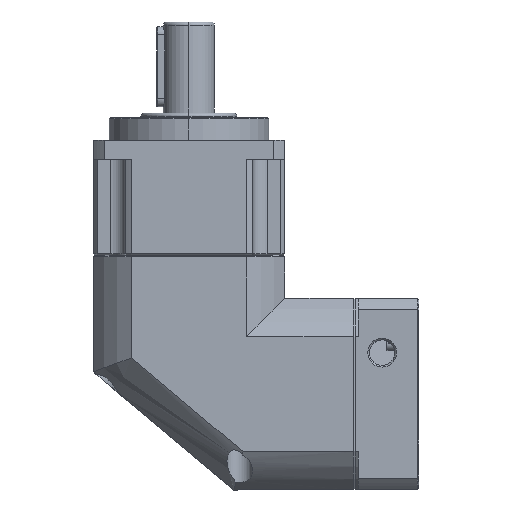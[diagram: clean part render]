
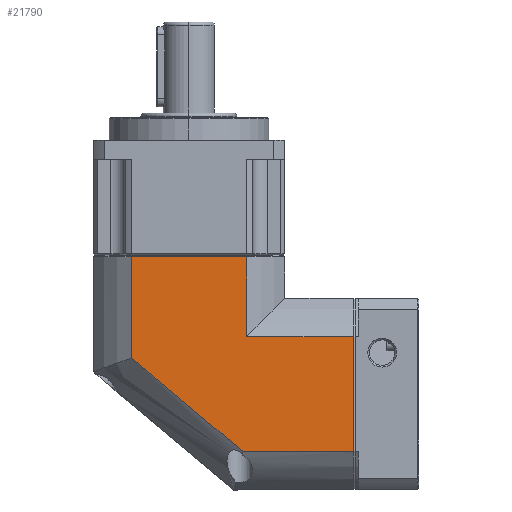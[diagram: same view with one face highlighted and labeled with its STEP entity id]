
A CAD part, left-side view. The second image highlights one B-rep face of the part: STEP entity #21790.
In plain terms, the highlighted face is planar.
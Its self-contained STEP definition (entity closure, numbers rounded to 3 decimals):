
#356 = EDGE_CURVE ( 'NONE', #2449, #4850, #8067, .T. ) ;
#388 = VERTEX_POINT ( 'NONE', #17995 ) ;
#786 = ORIENTED_EDGE ( 'NONE', *, *, #15529, .F. ) ;
#1471 = DIRECTION ( 'NONE',  ( 0., -1., 0. ) ) ;
#1910 = CARTESIAN_POINT ( 'NONE',  ( -36.25, 29.778, 0. ) ) ;
#1936 = LINE ( 'NONE', #13468, #11086 ) ;
#2145 = DIRECTION ( 'NONE',  ( -1., 0., 0. ) ) ;
#2181 = FACE_OUTER_BOUND ( 'NONE', #8801, .T. ) ;
#2449 = VERTEX_POINT ( 'NONE', #7279 ) ;
#2628 = VECTOR ( 'NONE', #8123, 1000. ) ;
#3768 = CARTESIAN_POINT ( 'NONE',  ( 24.778, -5.242, 0. ) ) ;
#4377 = ORIENTED_EDGE ( 'NONE', *, *, #9917, .F. ) ;
#4673 = VERTEX_POINT ( 'NONE', #9690 ) ;
#4850 = VERTEX_POINT ( 'NONE', #20515 ) ;
#5654 = DIRECTION ( 'NONE',  ( -0.643, 0.766, 0. ) ) ;
#6697 = DIRECTION ( 'NONE',  ( 0., 0., 1. ) ) ;
#7279 = CARTESIAN_POINT ( 'NONE',  ( -11.278, -6.278, 0. ) ) ;
#8067 = LINE ( 'NONE', #18903, #17031 ) ;
#8123 = DIRECTION ( 'NONE',  ( 0., 1., 0. ) ) ;
#8801 = EDGE_LOOP ( 'NONE', ( #14342, #11527, #786, #4377, #13779, #23440, #19638 ) ) ;
#8902 = VERTEX_POINT ( 'NONE', #1910 ) ;
#9690 = CARTESIAN_POINT ( 'NONE',  ( 24.778, -39.75, 0. ) ) ;
#9917 = EDGE_CURVE ( 'NONE', #19235, #8902, #19490, .T. ) ;
#9984 = CARTESIAN_POINT ( 'NONE',  ( -4.287, -6.278, 0. ) ) ;
#10002 = VECTOR ( 'NONE', #2145, 1000. ) ;
#10558 = VECTOR ( 'NONE', #5654, 1000. ) ;
#11086 = VECTOR ( 'NONE', #1471, 1000. ) ;
#11527 = ORIENTED_EDGE ( 'NONE', *, *, #21217, .F. ) ;
#12086 = EDGE_CURVE ( 'NONE', #4673, #19212, #21231, .T. ) ;
#13032 = CARTESIAN_POINT ( 'NONE',  ( -4.287, 29.778, 0. ) ) ;
#13330 = VECTOR ( 'NONE', #22454, 1000. ) ;
#13468 = CARTESIAN_POINT ( 'NONE',  ( -36.25, -4.405, 0. ) ) ;
#13779 = ORIENTED_EDGE ( 'NONE', *, *, #17788, .F. ) ;
#14342 = ORIENTED_EDGE ( 'NONE', *, *, #356, .F. ) ;
#15529 = EDGE_CURVE ( 'NONE', #8902, #388, #1936, .T. ) ;
#15846 = LINE ( 'NONE', #3768, #10558 ) ;
#16467 = VECTOR ( 'NONE', #20009, 1000. ) ;
#17031 = VECTOR ( 'NONE', #19096, 1000. ) ;
#17357 = PLANE ( 'NONE',  #19917 ) ;
#17432 = CARTESIAN_POINT ( 'NONE',  ( -4.287, -4.405, 0. ) ) ;
#17788 = EDGE_CURVE ( 'NONE', #19212, #19235, #15846, .T. ) ;
#17849 = CARTESIAN_POINT ( 'NONE',  ( 24.778, -5.242, 0. ) ) ;
#17995 = CARTESIAN_POINT ( 'NONE',  ( -36.25, -6.278, 0. ) ) ;
#18014 = CARTESIAN_POINT ( 'NONE',  ( -4.608, 29.778, 0. ) ) ;
#18215 = CARTESIAN_POINT ( 'NONE',  ( -4.287, -39.75, 0. ) ) ;
#18903 = CARTESIAN_POINT ( 'NONE',  ( -11.278, -4.405, 0. ) ) ;
#19096 = DIRECTION ( 'NONE',  ( 0., -1., 0. ) ) ;
#19212 = VERTEX_POINT ( 'NONE', #17849 ) ;
#19229 = DIRECTION ( 'NONE',  ( 1., 0., 0. ) ) ;
#19235 = VERTEX_POINT ( 'NONE', #18014 ) ;
#19490 = LINE ( 'NONE', #13032, #10002 ) ;
#19550 = LINE ( 'NONE', #18215, #16467 ) ;
#19638 = ORIENTED_EDGE ( 'NONE', *, *, #20521, .F. ) ;
#19917 = AXIS2_PLACEMENT_3D ( 'NONE', #17432, #6697, #19229 ) ;
#20009 = DIRECTION ( 'NONE',  ( 1., 0., 0. ) ) ;
#20515 = CARTESIAN_POINT ( 'NONE',  ( -11.278, -39.75, 0. ) ) ;
#20521 = EDGE_CURVE ( 'NONE', #4850, #4673, #19550, .T. ) ;
#20633 = CARTESIAN_POINT ( 'NONE',  ( 24.778, -4.405, 0. ) ) ;
#21217 = EDGE_CURVE ( 'NONE', #388, #2449, #22801, .T. ) ;
#21231 = LINE ( 'NONE', #20633, #2628 ) ;
#21790 = ADVANCED_FACE ( 'NONE', ( #2181 ), #17357, .F. ) ;
#22454 = DIRECTION ( 'NONE',  ( 1., 0., 0. ) ) ;
#22801 = LINE ( 'NONE', #9984, #13330 ) ;
#23440 = ORIENTED_EDGE ( 'NONE', *, *, #12086, .F. ) ;
